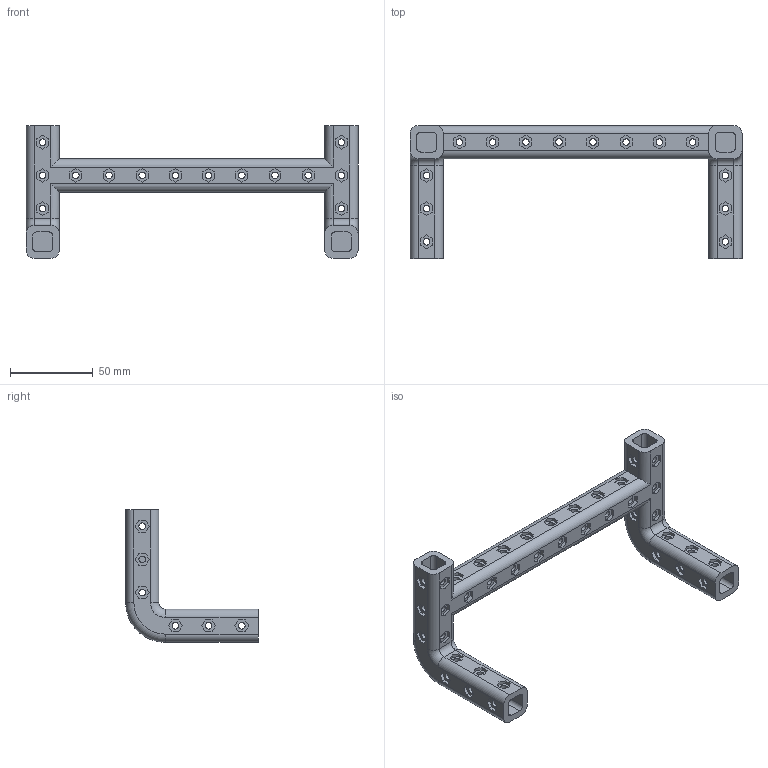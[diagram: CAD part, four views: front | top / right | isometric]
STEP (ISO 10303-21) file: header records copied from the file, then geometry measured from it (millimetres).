
FILE_DESCRIPTION(/* description */ (''),/* implementation_level */ '2;1');
FILE_NAME(/* name */ 'Corner piece.step',/* time_stamp */ '2025-05-12T16:26:25+02:00',/* author */ (''),/* organization */ (''),/* preprocessor_version */ 'ST-DEVELOPER v20.1',/* originating_system */ 'Autodesk Translation Framework v14.4.0.0',/* authorisation */ '');
FILE_SCHEMA (('AUTOMOTIVE_DESIGN { 1 0 10303 214 3 1 1 }'));
Length unit declared in the file: millimetre
Products named in the file (2): Corner piece; Component12
Assembly tree (1 placements, depth 2):
  Corner piece
    Component12
Bounding box: 200 x 80 x 80 mm (x, y, z)
Volume: 117847.4 mm3; surface area: 48431.8 mm2
Topology: 1 solids, 1 shells, 716 faces, 1916 edges, 1272 vertices
Faces by surface type: plane 600, cylinder 108, torus 8
Full cylindrical faces by diameter (mm): 4 x64
Entity records: 23084 total; most frequent: CARTESIAN_POINT 4683, ORIENTED_EDGE 3832, DIRECTION 3530, EDGE_CURVE 1916, LINE 1660, VECTOR 1660, VERTEX_POINT 1272, AXIS2_PLACEMENT_3D 935
